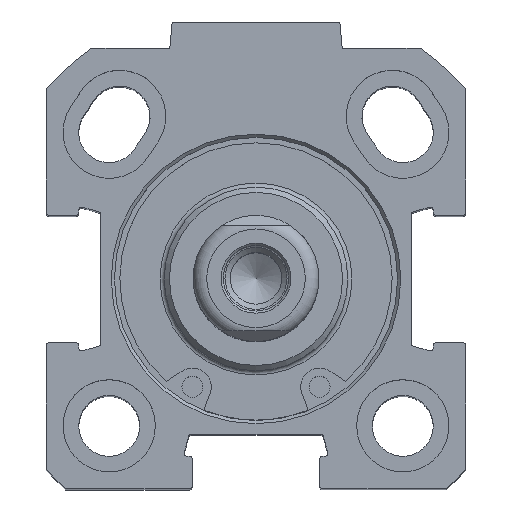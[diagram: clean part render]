
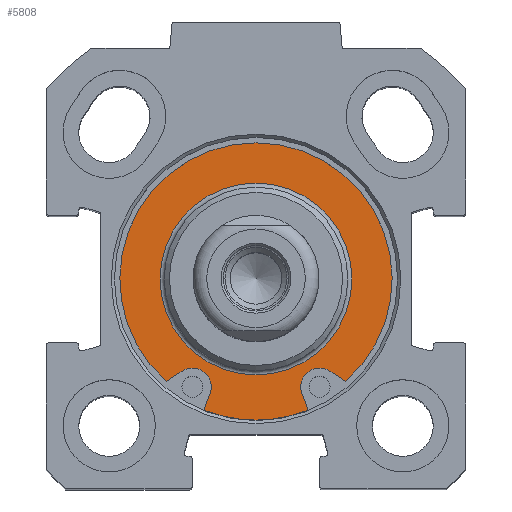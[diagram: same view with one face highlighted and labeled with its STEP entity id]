
A CAD part, top view. The second image highlights one B-rep face of the part: STEP entity #5808.
In plain terms, the highlighted planar face has unit normal (0, 0, 1).
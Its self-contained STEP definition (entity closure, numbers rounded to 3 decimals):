
#5404=CARTESIAN_POINT('',(4.972,-12.497,45.4));
#5405=VERTEX_POINT('',#5404);
#5406=CARTESIAN_POINT('',(-4.972,-12.497,45.4));
#5407=VERTEX_POINT('',#5406);
#5502=CARTESIAN_POINT('',(-7.047,-8.778,45.4));
#5503=VERTEX_POINT('',#5502);
#5504=CARTESIAN_POINT('',(-4.376,-10.92,45.4));
#5505=VERTEX_POINT('',#5504);
#5506=CARTESIAN_POINT('',(-6.059,-10.283,45.4));
#5507=DIRECTION('',(0.0,0.0,-1.0));
#5508=DIRECTION('',(0.549,-0.836,0.0));
#5509=AXIS2_PLACEMENT_3D('',#5506,#5507,#5508);
#5510=CIRCLE('',#5509,1.8);
#5511=EDGE_CURVE('',#5503,#5505,#5510,.T.);
#5544=CARTESIAN_POINT('',(-8.554,-9.767,45.4));
#5545=VERTEX_POINT('',#5544);
#5546=CARTESIAN_POINT('',(-8.554,-9.767,45.4));
#5547=DIRECTION('',(0.836,0.549,0.0));
#5548=VECTOR('',#5547,1.802);
#5549=LINE('',#5546,#5548);
#5550=EDGE_CURVE('',#5545,#5503,#5549,.T.);
#5575=CARTESIAN_POINT('',(8.554,-9.767,45.4));
#5576=VERTEX_POINT('',#5575);
#5577=CARTESIAN_POINT('',(0.,0.,45.4));
#5578=DIRECTION('',(0.0,0.0,1.0));
#5579=DIRECTION('',(-0.659,-0.752,0.0));
#5580=AXIS2_PLACEMENT_3D('',#5577,#5578,#5579);
#5581=CIRCLE('',#5580,12.983);
#5582=EDGE_CURVE('',#5576,#5545,#5581,.T.);
#5608=CARTESIAN_POINT('',(7.047,-8.778,45.4));
#5609=VERTEX_POINT('',#5608);
#5610=CARTESIAN_POINT('',(7.047,-8.778,45.4));
#5611=DIRECTION('',(0.836,-0.549,0.0));
#5612=VECTOR('',#5611,1.802);
#5613=LINE('',#5610,#5612);
#5614=EDGE_CURVE('',#5609,#5576,#5613,.T.);
#5639=CARTESIAN_POINT('',(4.376,-10.92,45.4));
#5640=VERTEX_POINT('',#5639);
#5641=CARTESIAN_POINT('',(6.059,-10.283,45.4));
#5642=DIRECTION('',(0.0,0.0,-1.0));
#5643=DIRECTION('',(0.935,0.354,0.0));
#5644=AXIS2_PLACEMENT_3D('',#5641,#5642,#5643);
#5645=CIRCLE('',#5644,1.8);
#5646=EDGE_CURVE('',#5640,#5609,#5645,.T.);
#5672=CARTESIAN_POINT('',(4.972,-12.497,45.4));
#5673=DIRECTION('',(-0.354,0.935,0.0));
#5674=VECTOR('',#5673,1.686);
#5675=LINE('',#5672,#5674);
#5676=EDGE_CURVE('',#5405,#5640,#5675,.T.);
#5728=CARTESIAN_POINT('',(-4.376,-10.92,45.4));
#5729=DIRECTION('',(-0.354,-0.935,0.0));
#5730=VECTOR('',#5729,1.686);
#5731=LINE('',#5728,#5730);
#5732=EDGE_CURVE('',#5505,#5407,#5731,.T.);
#5776=CARTESIAN_POINT('',(0.,-11.3,45.4));
#5777=DIRECTION('',(0.0,0.0,1.0));
#5778=DIRECTION('',(1.0,0.0,0.0));
#5779=AXIS2_PLACEMENT_3D('',#5776,#5777,#5778);
#5780=PLANE('',#5779);
#5781=ORIENTED_EDGE('',*,*,#5676,.T.);
#5782=ORIENTED_EDGE('',*,*,#5646,.T.);
#5783=ORIENTED_EDGE('',*,*,#5614,.T.);
#5784=ORIENTED_EDGE('',*,*,#5582,.T.);
#5785=ORIENTED_EDGE('',*,*,#5550,.T.);
#5786=ORIENTED_EDGE('',*,*,#5511,.T.);
#5787=ORIENTED_EDGE('',*,*,#5732,.T.);
#5788=CARTESIAN_POINT('',(0.,0.,45.4));
#5789=DIRECTION('',(0.0,0.0,1.0));
#5790=DIRECTION('',(0.0,-1.0,0.0));
#5791=AXIS2_PLACEMENT_3D('',#5788,#5789,#5790);
#5792=CIRCLE('',#5791,13.45);
#5793=EDGE_CURVE('',#5407,#5405,#5792,.T.);
#5794=ORIENTED_EDGE('',*,*,#5793,.T.);
#5795=EDGE_LOOP('',(#5781,#5782,#5783,#5784,#5785,#5786,#5787,#5794));
#5796=FACE_OUTER_BOUND('',#5795,.T.);
#5797=CARTESIAN_POINT('',(0.,-9.15,45.4));
#5798=VERTEX_POINT('',#5797);
#5799=CARTESIAN_POINT('',(0.,0.,45.4));
#5800=DIRECTION('',(0.0,0.0,1.0));
#5801=DIRECTION('',(0.0,-1.0,0.0));
#5802=AXIS2_PLACEMENT_3D('',#5799,#5800,#5801);
#5803=CIRCLE('',#5802,9.15);
#5804=EDGE_CURVE('',#5798,#5798,#5803,.T.);
#5805=ORIENTED_EDGE('',*,*,#5804,.F.);
#5806=EDGE_LOOP('',(#5805));
#5807=FACE_BOUND('',#5806,.T.);
#5808=ADVANCED_FACE('',(#5796,#5807),#5780,.T.);
